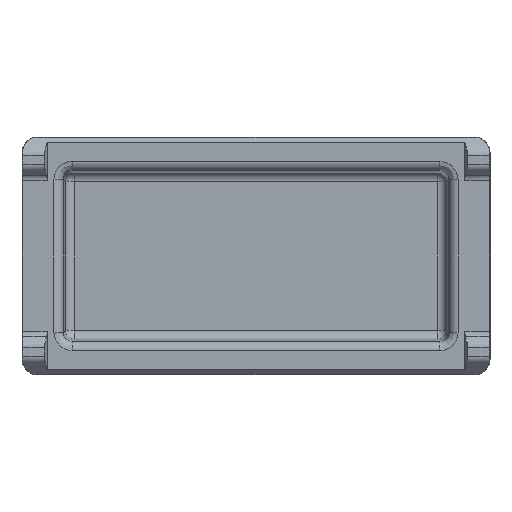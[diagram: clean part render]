
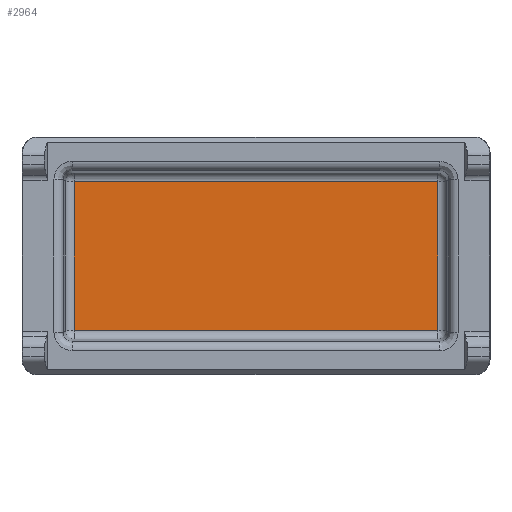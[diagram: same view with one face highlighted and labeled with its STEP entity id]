
A CAD part, front view. The second image highlights one B-rep face of the part: STEP entity #2964.
In plain terms, the highlighted planar face has unit normal (0, -1, 0).
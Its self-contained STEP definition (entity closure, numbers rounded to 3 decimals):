
#1011=DIRECTION('',(0.,0.,-1.));
#1012=VECTOR('',#1011,9.757);
#1013=CARTESIAN_POINT('',(11.928,0.,4.878));
#1014=LINE('',#1013,#1012);
#1018=DIRECTION('',(-1.,0.,0.));
#1019=VECTOR('',#1018,23.857);
#1020=CARTESIAN_POINT('',(11.928,0.,-4.878));
#1021=LINE('',#1020,#1019);
#1025=DIRECTION('',(0.,0.,1.));
#1026=VECTOR('',#1025,9.757);
#1027=CARTESIAN_POINT('',(-11.928,0.,-4.878));
#1028=LINE('',#1027,#1026);
#1032=DIRECTION('',(1.,0.,0.));
#1033=VECTOR('',#1032,23.857);
#1034=CARTESIAN_POINT('',(-11.928,0.,4.878));
#1035=LINE('',#1034,#1033);
#1724=CARTESIAN_POINT('',(11.928,0.,4.878));
#1725=CARTESIAN_POINT('',(11.928,0.,-4.878));
#1726=VERTEX_POINT('',#1724);
#1727=VERTEX_POINT('',#1725);
#1732=CARTESIAN_POINT('',(-11.928,0.,-4.878));
#1733=VERTEX_POINT('',#1732);
#1738=CARTESIAN_POINT('',(-11.928,0.,4.878));
#1739=VERTEX_POINT('',#1738);
#2950=CARTESIAN_POINT('',(0.,0.,0.));
#2951=DIRECTION('',(0.,1.,0.));
#2952=DIRECTION('',(1.,0.,0.));
#2953=AXIS2_PLACEMENT_3D('',#2950,#2951,#2952);
#2954=PLANE('',#2953);
#2956=ORIENTED_EDGE('',*,*,#2955,.T.);
#2958=ORIENTED_EDGE('',*,*,#2957,.T.);
#2959=ORIENTED_EDGE('',*,*,#2940,.T.);
#2961=ORIENTED_EDGE('',*,*,#2960,.T.);
#2962=EDGE_LOOP('',(#2956,#2958,#2959,#2961));
#2963=FACE_OUTER_BOUND('',#2962,.F.);
#2940=EDGE_CURVE('',#1733,#1739,#1028,.T.);
#2955=EDGE_CURVE('',#1726,#1727,#1014,.T.);
#2957=EDGE_CURVE('',#1727,#1733,#1021,.T.);
#2960=EDGE_CURVE('',#1739,#1726,#1035,.T.);
#2964=ADVANCED_FACE('',(#2963),#2954,.F.);
